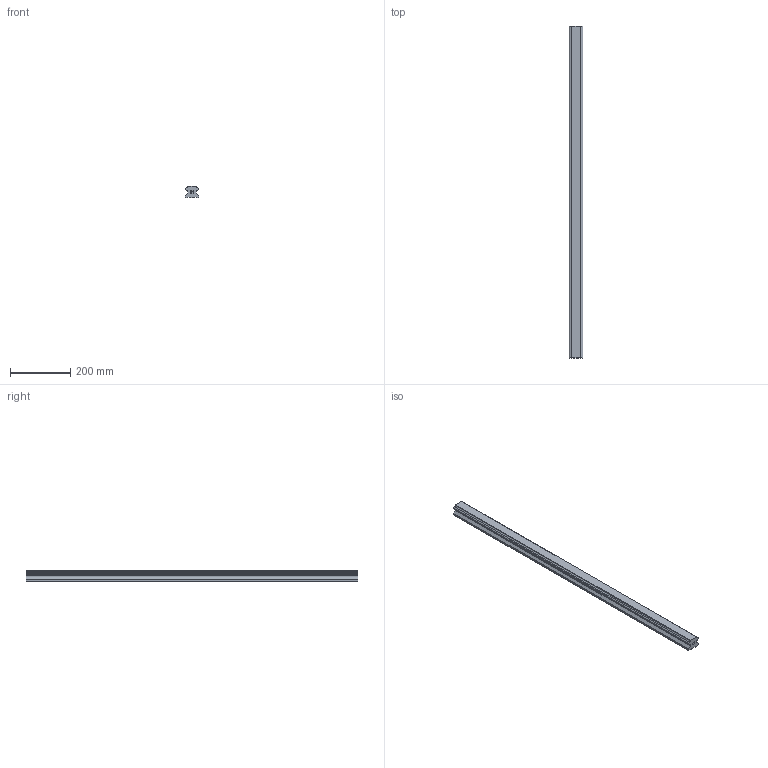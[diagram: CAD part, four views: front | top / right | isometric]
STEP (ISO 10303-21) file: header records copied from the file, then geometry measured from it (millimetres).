
FILE_DESCRIPTION(('STEP AP214'),'1');
FILE_NAME('cctmp_3A1BA711-E764-44E6-A86D-1AB43CD3B068_2021_02_01_10_32_34_0420..stp','2021-02-01T09:32:34',('HIWIN GmbH'),('CADClick - www.CADClick.com'),'Spatial InterOp 3D',' ','unknown authorization');
FILE_SCHEMA(('AUTOMOTIVE_DESIGN'));
Length unit declared in the file: millimetre
Products named in the file (1): HGR45T1100C_FILE
Bounding box: 45 x 1100 x 38 mm (x, y, z)
Volume: 1539322.9 mm3; surface area: 201472.9 mm2
Topology: 1 solids, 1 shells, 141 faces, 383 edges, 237 vertices
Faces by surface type: plane 93, cylinder 26, cone 22
Entity records: 5371 total; most frequent: CARTESIAN_POINT 740, ORIENTED_EDGE 722, DIRECTION 697, EDGE_CURVE 361, LINE 309, VECTOR 309, VERTEX_POINT 237, AXIS2_PLACEMENT_3D 194
